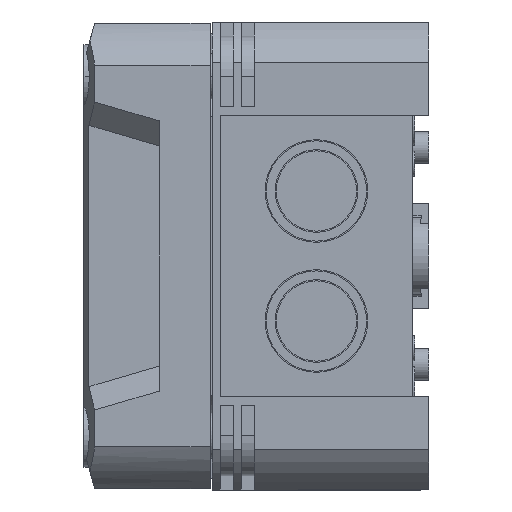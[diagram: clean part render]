
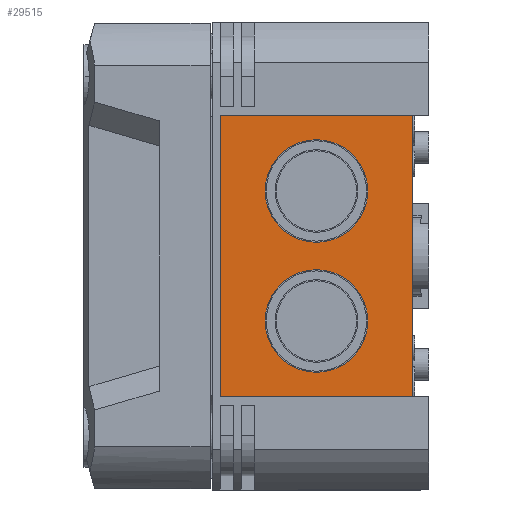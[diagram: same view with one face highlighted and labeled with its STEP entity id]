
A CAD part, left-side view. The second image highlights one B-rep face of the part: STEP entity #29515.
In plain terms, the highlighted planar face has unit normal (-1, 0, 0).
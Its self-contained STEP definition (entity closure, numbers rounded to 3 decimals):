
#720 = AXIS2_PLACEMENT_3D ( 'NONE', #10997, #10617, #19469 ) ;
#733 = EDGE_LOOP ( 'NONE', ( #18563, #10756, #5158, #19598 ) ) ;
#900 = CARTESIAN_POINT ( 'NONE',  ( -73.741, 48., -35.05 ) ) ;
#1028 = CARTESIAN_POINT ( 'NONE',  ( -73.741, 24., 3.41 ) ) ;
#1582 = CARTESIAN_POINT ( 'NONE',  ( -73.741, 24., 16.2 ) ) ;
#1774 = VERTEX_POINT ( 'NONE', #27313 ) ;
#1962 = FACE_OUTER_BOUND ( 'NONE', #733, .T. ) ;
#2531 = DIRECTION ( 'NONE',  ( -1., 0., 0. ) ) ;
#2636 = LINE ( 'NONE', #25607, #18990 ) ;
#3178 = LINE ( 'NONE', #34821, #4535 ) ;
#3619 = EDGE_LOOP ( 'NONE', ( #15364, #26867 ) ) ;
#3653 = DIRECTION ( 'NONE',  ( -1., 0., 0. ) ) ;
#4535 = VECTOR ( 'NONE', #28791, 1000. ) ;
#5158 = ORIENTED_EDGE ( 'NONE', *, *, #11997, .T. ) ;
#5476 = VERTEX_POINT ( 'NONE', #20911 ) ;
#5512 = VECTOR ( 'NONE', #12396, 1000. ) ;
#6115 = CARTESIAN_POINT ( 'NONE',  ( -73.741, 24., 16.2 ) ) ;
#7992 = CARTESIAN_POINT ( 'NONE',  ( -73.741, 48., -35.05 ) ) ;
#8366 = FACE_BOUND ( 'NONE', #31725, .T. ) ;
#8571 = VERTEX_POINT ( 'NONE', #16842 ) ;
#8589 = EDGE_CURVE ( 'NONE', #25654, #8938, #22393, .T. ) ;
#8938 = VERTEX_POINT ( 'NONE', #18206 ) ;
#10445 = DIRECTION ( 'NONE',  ( 0., 0., 1. ) ) ;
#10617 = DIRECTION ( 'NONE',  ( -1., 0., 0. ) ) ;
#10756 = ORIENTED_EDGE ( 'NONE', *, *, #31829, .T. ) ;
#10953 = CARTESIAN_POINT ( 'NONE',  ( -73.741, 48., 35.05 ) ) ;
#10997 = CARTESIAN_POINT ( 'NONE',  ( -73.741, 24., -16.2 ) ) ;
#11997 = EDGE_CURVE ( 'NONE', #1774, #8571, #30898, .T. ) ;
#12325 = VERTEX_POINT ( 'NONE', #31038 ) ;
#12396 = DIRECTION ( 'NONE',  ( 0., -1., 0. ) ) ;
#12642 = VERTEX_POINT ( 'NONE', #7992 ) ;
#13074 = DIRECTION ( 'NONE',  ( -1., 0., 0. ) ) ;
#13397 = DIRECTION ( 'NONE',  ( -1., 0., 0. ) ) ;
#13759 = DIRECTION ( 'NONE',  ( 0., 1., 0. ) ) ;
#14127 = VERTEX_POINT ( 'NONE', #1028 ) ;
#14953 = CIRCLE ( 'NONE', #31167, 12.79 ) ;
#15316 = AXIS2_PLACEMENT_3D ( 'NONE', #33585, #2531, #10445 ) ;
#15364 = ORIENTED_EDGE ( 'NONE', *, *, #8589, .F. ) ;
#16217 = AXIS2_PLACEMENT_3D ( 'NONE', #6115, #3653, #16727 ) ;
#16727 = DIRECTION ( 'NONE',  ( 0., 0., 1. ) ) ;
#16842 = CARTESIAN_POINT ( 'NONE',  ( -73.741, 48., 35.05 ) ) ;
#18050 = CIRCLE ( 'NONE', #16217, 12.79 ) ;
#18206 = CARTESIAN_POINT ( 'NONE',  ( -73.741, 24., -28.99 ) ) ;
#18563 = ORIENTED_EDGE ( 'NONE', *, *, #26838, .T. ) ;
#18990 = VECTOR ( 'NONE', #25426, 1000. ) ;
#19469 = DIRECTION ( 'NONE',  ( 0., 0., 1. ) ) ;
#19598 = ORIENTED_EDGE ( 'NONE', *, *, #31991, .T. ) ;
#20911 = CARTESIAN_POINT ( 'NONE',  ( -73.741, 0., -35.05 ) ) ;
#21819 = CIRCLE ( 'NONE', #34375, 12.79 ) ;
#22393 = CIRCLE ( 'NONE', #720, 12.79 ) ;
#22796 = ORIENTED_EDGE ( 'NONE', *, *, #23301, .F. ) ;
#23301 = EDGE_CURVE ( 'NONE', #14127, #12325, #14953, .T. ) ;
#24652 = EDGE_CURVE ( 'NONE', #12325, #14127, #18050, .T. ) ;
#25426 = DIRECTION ( 'NONE',  ( 0., 0., 1. ) ) ;
#25607 = CARTESIAN_POINT ( 'NONE',  ( -73.741, 0., 0. ) ) ;
#25654 = VERTEX_POINT ( 'NONE', #31183 ) ;
#26399 = EDGE_CURVE ( 'NONE', #8938, #25654, #21819, .T. ) ;
#26838 = EDGE_CURVE ( 'NONE', #12642, #5476, #32541, .T. ) ;
#26867 = ORIENTED_EDGE ( 'NONE', *, *, #26399, .F. ) ;
#27313 = CARTESIAN_POINT ( 'NONE',  ( -73.741, 0., 35.05 ) ) ;
#27525 = CARTESIAN_POINT ( 'NONE',  ( -73.741, 24., -16.2 ) ) ;
#28791 = DIRECTION ( 'NONE',  ( 0., 0., -1. ) ) ;
#29515 = ADVANCED_FACE ( 'NONE', ( #31142, #8366, #1962 ), #33778, .T. ) ;
#30835 = VECTOR ( 'NONE', #13759, 1000. ) ;
#30898 = LINE ( 'NONE', #10953, #30835 ) ;
#31038 = CARTESIAN_POINT ( 'NONE',  ( -73.741, 24., 28.99 ) ) ;
#31142 = FACE_BOUND ( 'NONE', #3619, .T. ) ;
#31167 = AXIS2_PLACEMENT_3D ( 'NONE', #1582, #13074, #32492 ) ;
#31183 = CARTESIAN_POINT ( 'NONE',  ( -73.741, 24., -3.41 ) ) ;
#31725 = EDGE_LOOP ( 'NONE', ( #35563, #22796 ) ) ;
#31829 = EDGE_CURVE ( 'NONE', #5476, #1774, #2636, .T. ) ;
#31991 = EDGE_CURVE ( 'NONE', #8571, #12642, #3178, .T. ) ;
#32492 = DIRECTION ( 'NONE',  ( 0., 0., 1. ) ) ;
#32541 = LINE ( 'NONE', #900, #5512 ) ;
#33585 = CARTESIAN_POINT ( 'NONE',  ( -73.741, 0., 0. ) ) ;
#33778 = PLANE ( 'NONE',  #15316 ) ;
#34375 = AXIS2_PLACEMENT_3D ( 'NONE', #27525, #13397, #36760 ) ;
#34821 = CARTESIAN_POINT ( 'NONE',  ( -73.741, 48., -35.05 ) ) ;
#35563 = ORIENTED_EDGE ( 'NONE', *, *, #24652, .F. ) ;
#36760 = DIRECTION ( 'NONE',  ( 0., 0., 1. ) ) ;
